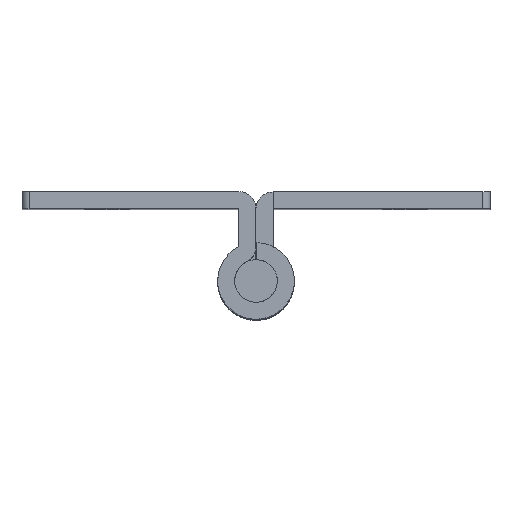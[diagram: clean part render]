
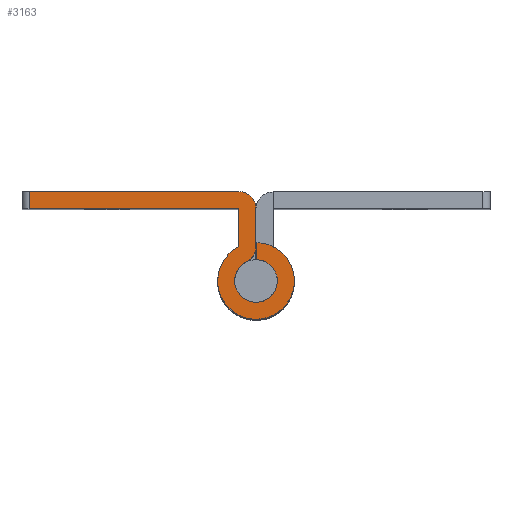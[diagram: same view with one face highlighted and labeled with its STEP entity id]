
A CAD part, top view. The second image highlights one B-rep face of the part: STEP entity #3163.
In plain terms, the highlighted free-form (B-spline) face has degree [1, 1] with [2, 2] control points.
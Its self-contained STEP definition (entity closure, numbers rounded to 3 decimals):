
#2885=CARTESIAN_POINT('',(0.,2.419,50.0));
#2886=VERTEX_POINT('',#2885);
#2892=CARTESIAN_POINT('',(-0.667,1.344,50.0));
#2893=VERTEX_POINT('',#2892);
#2894=CARTESIAN_POINT('',(-0.667,1.344,50.0));
#2895=CARTESIAN_POINT('',(0.,1.674,50.0));
#2896=CARTESIAN_POINT('',(0.,2.419,50.0));
#2904=(BOUNDED_CURVE()B_SPLINE_CURVE(2,(#2894,#2895,#2896),.UNSPECIFIED.,.F.,.U.)CURVE()GEOMETRIC_REPRESENTATION_ITEM()QUASI_UNIFORM_CURVE()RATIONAL_B_SPLINE_CURVE((1.0,0.85,1.0))REPRESENTATION_ITEM(''));
#2905=EDGE_CURVE('',#2893,#2886,#2904,.T.);
#2929=CARTESIAN_POINT('',(-16.0,5.1,50.0));
#2930=VERTEX_POINT('',#2929);
#2946=CARTESIAN_POINT('',(-16.0,6.3,50.0));
#2947=VERTEX_POINT('',#2946);
#2948=CARTESIAN_POINT('',(-16.0,6.3,50.0));
#2949=CARTESIAN_POINT('',(-16.0,5.1,50.0));
#2950=QUASI_UNIFORM_CURVE('',1,(#2948,#2949),.UNSPECIFIED.,.F.,.U.);
#2951=EDGE_CURVE('',#2947,#2930,#2950,.T.);
#3052=CARTESIAN_POINT('',(-1.2,6.3,50.0));
#3053=VERTEX_POINT('',#3052);
#3059=CARTESIAN_POINT('',(0.,5.1,50.0));
#3060=VERTEX_POINT('',#3059);
#3061=CARTESIAN_POINT('',(0.,5.1,50.0));
#3062=CARTESIAN_POINT('',(0.,6.3,50.));
#3063=CARTESIAN_POINT('',(-1.2,6.3,50.0));
#3071=(BOUNDED_CURVE()B_SPLINE_CURVE(2,(#3061,#3062,#3063),.UNSPECIFIED.,.F.,.U.)CURVE()GEOMETRIC_REPRESENTATION_ITEM()QUASI_UNIFORM_CURVE()RATIONAL_B_SPLINE_CURVE((1.0,0.707,1.0))REPRESENTATION_ITEM(''));
#3072=EDGE_CURVE('',#3060,#3053,#3071,.T.);
#3082=CARTESIAN_POINT('',(-16.934,6.749,50.0));
#3083=CARTESIAN_POINT('',(3.634,6.749,50.0));
#3084=CARTESIAN_POINT('',(-16.934,-3.148,50.0));
#3085=CARTESIAN_POINT('',(3.634,-3.148,50.0));
#3086=B_SPLINE_SURFACE_WITH_KNOTS('',1,1,((#3082,#3084),(#3083,#3085)),.UNSPECIFIED.,.F.,.F.,.U.,(2,2),(2,2),(0.0,20.568),(0.0,9.898),.UNSPECIFIED.);
#3087=CARTESIAN_POINT('',(0.028,1.5,50.0));
#3088=VERTEX_POINT('',#3087);
#3089=CARTESIAN_POINT('',(-0.667,1.344,50.0));
#3090=CARTESIAN_POINT('',(-1.858,0.752,50.));
#3091=CARTESIAN_POINT('',(-1.414,-0.501,50.0));
#3092=CARTESIAN_POINT('',(-0.969,-1.755,50.));
#3093=CARTESIAN_POINT('',(0.329,-1.464,50.0));
#3094=CARTESIAN_POINT('',(1.627,-1.172,50.));
#3095=CARTESIAN_POINT('',(1.492,0.152,50.0));
#3096=CARTESIAN_POINT('',(1.358,1.475,50.));
#3097=CARTESIAN_POINT('',(0.028,1.5,50.0));
#3105=(BOUNDED_CURVE()B_SPLINE_CURVE(2,(#3089,#3090,#3091,#3092,#3093,#3094,#3095,#3096,#3097),.UNSPECIFIED.,.F.,.U.)B_SPLINE_CURVE_WITH_KNOTS((3,2,2,2,3),(0.0,0.25,0.5,0.75,1.0),.UNSPECIFIED.)CURVE()GEOMETRIC_REPRESENTATION_ITEM()RATIONAL_B_SPLINE_CURVE((1.0,0.748,1.0,0.748,1.0,0.748,1.0,0.748,1.0))REPRESENTATION_ITEM(''));
#3106=EDGE_CURVE('',#2893,#3088,#3105,.T.);
#3107=ORIENTED_EDGE('',*,*,#3106,.F.);
#3108=ORIENTED_EDGE('',*,*,#2905,.T.);
#3109=CARTESIAN_POINT('',(0.,5.1,50.0));
#3110=CARTESIAN_POINT('',(0.,2.419,50.0));
#3111=QUASI_UNIFORM_CURVE('',1,(#3109,#3110),.UNSPECIFIED.,.F.,.U.);
#3112=EDGE_CURVE('',#3060,#2886,#3111,.T.);
#3113=ORIENTED_EDGE('',*,*,#3112,.F.);
#3114=ORIENTED_EDGE('',*,*,#3072,.T.);
#3115=CARTESIAN_POINT('',(-16.0,6.3,50.0));
#3116=CARTESIAN_POINT('',(-1.2,6.3,50.0));
#3117=QUASI_UNIFORM_CURVE('',1,(#3115,#3116),.UNSPECIFIED.,.F.,.U.);
#3118=EDGE_CURVE('',#2947,#3053,#3117,.T.);
#3119=ORIENTED_EDGE('',*,*,#3118,.F.);
#3120=ORIENTED_EDGE('',*,*,#2951,.T.);
#3121=CARTESIAN_POINT('',(-1.2,5.1,50.0));
#3122=VERTEX_POINT('',#3121);
#3123=CARTESIAN_POINT('',(-1.2,5.1,50.0));
#3124=CARTESIAN_POINT('',(-16.0,5.1,50.0));
#3125=QUASI_UNIFORM_CURVE('',1,(#3123,#3124),.UNSPECIFIED.,.F.,.U.);
#3126=EDGE_CURVE('',#3122,#2930,#3125,.T.);
#3127=ORIENTED_EDGE('',*,*,#3126,.F.);
#3128=CARTESIAN_POINT('',(-1.2,2.419,50.0));
#3129=VERTEX_POINT('',#3128);
#3130=CARTESIAN_POINT('',(-1.2,2.419,50.0));
#3131=CARTESIAN_POINT('',(-1.2,5.1,50.0));
#3132=QUASI_UNIFORM_CURVE('',1,(#3130,#3131),.UNSPECIFIED.,.F.,.U.);
#3133=EDGE_CURVE('',#3129,#3122,#3132,.T.);
#3134=ORIENTED_EDGE('',*,*,#3133,.F.);
#3135=CARTESIAN_POINT('',(0.05,2.7,50.0));
#3136=VERTEX_POINT('',#3135);
#3137=CARTESIAN_POINT('',(-1.2,2.419,50.0));
#3138=CARTESIAN_POINT('',(-3.345,1.354,50.));
#3139=CARTESIAN_POINT('',(-2.545,-0.902,50.0));
#3140=CARTESIAN_POINT('',(-1.744,-3.159,50.));
#3141=CARTESIAN_POINT('',(0.592,-2.634,50.0));
#3142=CARTESIAN_POINT('',(2.928,-2.109,50.));
#3143=CARTESIAN_POINT('',(2.686,0.273,50.0));
#3144=CARTESIAN_POINT('',(2.444,2.655,50.));
#3145=CARTESIAN_POINT('',(0.05,2.7,50.0));
#3153=(BOUNDED_CURVE()B_SPLINE_CURVE(2,(#3137,#3138,#3139,#3140,#3141,#3142,#3143,#3144,#3145),.UNSPECIFIED.,.F.,.U.)B_SPLINE_CURVE_WITH_KNOTS((3,2,2,2,3),(0.0,0.25,0.5,0.75,1.0),.UNSPECIFIED.)CURVE()GEOMETRIC_REPRESENTATION_ITEM()RATIONAL_B_SPLINE_CURVE((1.0,0.748,1.0,0.748,1.0,0.748,1.0,0.748,1.0))REPRESENTATION_ITEM(''));
#3154=EDGE_CURVE('',#3129,#3136,#3153,.T.);
#3155=ORIENTED_EDGE('',*,*,#3154,.T.);
#3156=CARTESIAN_POINT('',(0.028,1.5,50.0));
#3157=CARTESIAN_POINT('',(0.05,2.7,50.0));
#3158=QUASI_UNIFORM_CURVE('',1,(#3156,#3157),.UNSPECIFIED.,.F.,.U.);
#3159=EDGE_CURVE('',#3088,#3136,#3158,.T.);
#3160=ORIENTED_EDGE('',*,*,#3159,.F.);
#3161=EDGE_LOOP('',(#3107,#3108,#3113,#3114,#3119,#3120,#3127,#3134,#3155,#3160));
#3162=FACE_OUTER_BOUND('',#3161,.T.);
#3163=ADVANCED_FACE('',(#3162),#3086,.F.);
